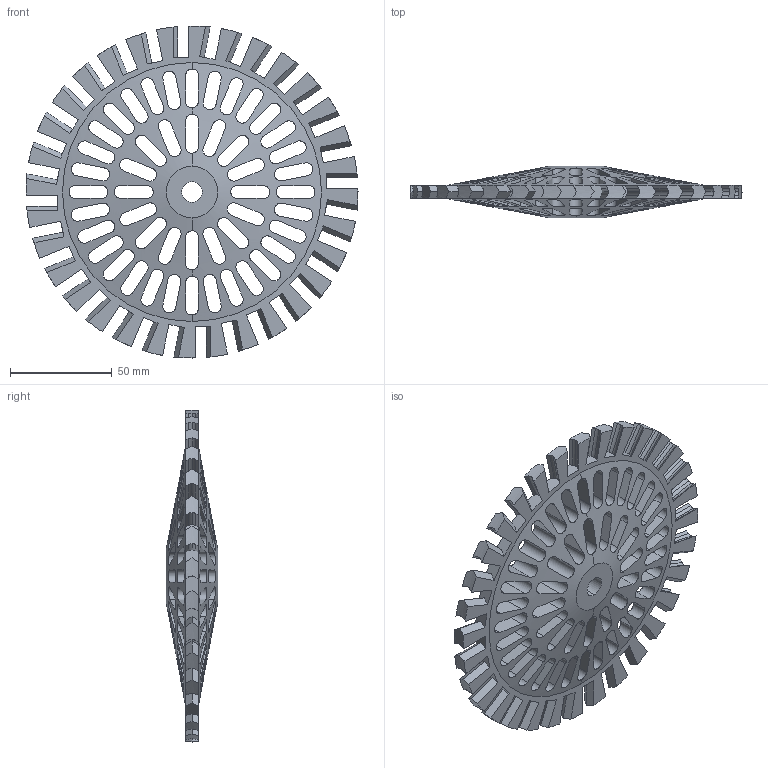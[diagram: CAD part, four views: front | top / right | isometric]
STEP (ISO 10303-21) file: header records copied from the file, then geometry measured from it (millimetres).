
FILE_DESCRIPTION (( 'STEP AP214' ), '1' );
FILE_NAME ('[TP] [Turb] Rotor7.STEP', '2024-04-01T09:52:37', ( '' ), ( '' ), 'SwSTEP 2.0', 'SolidWorks 2023', '' );
FILE_SCHEMA (( 'AUTOMOTIVE_DESIGN' ));
Length unit declared in the file: inch
Products named in the file (1): [TP] [Turb] Rotor7
Bounding box: 162.81 x 25.4 x 162.81 mm (x, y, z)
Volume: 131363.3 mm3; surface area: 64849.9 mm2
Topology: 1 solids, 1 shells, 504 faces, 1514 edges, 1006 vertices
Faces by surface type: plane 260, cylinder 240, cone 4
Entity records: 23215 total; most frequent: CARTESIAN_POINT 10709, ORIENTED_EDGE 3028, DIRECTION 1994, EDGE_CURVE 1514, VERTEX_POINT 1006, LINE 700, VECTOR 700, AXIS2_PLACEMENT_3D 647
